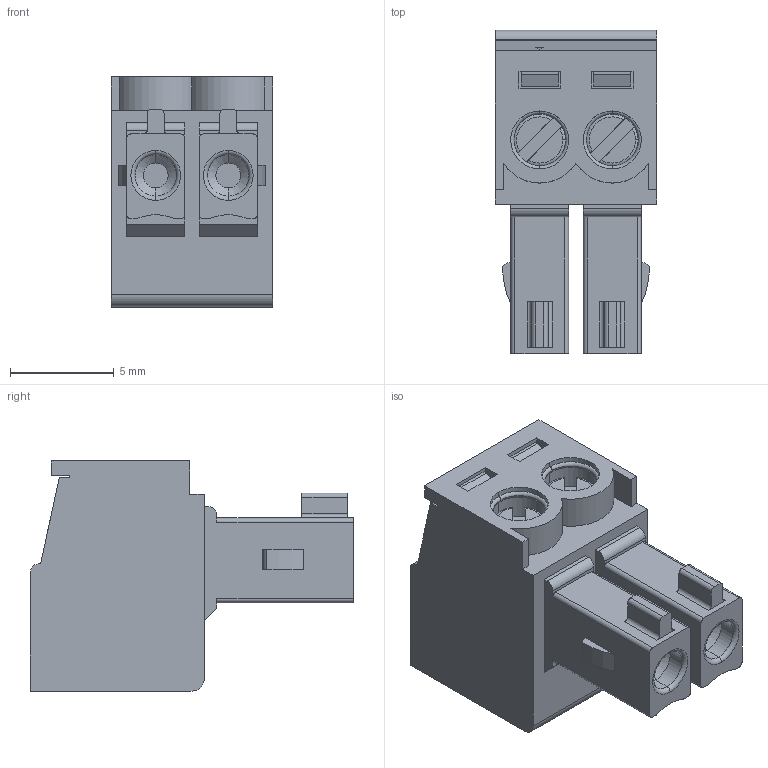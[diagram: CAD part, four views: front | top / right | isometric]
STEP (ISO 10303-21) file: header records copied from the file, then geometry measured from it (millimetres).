
FILE_DESCRIPTION (( 'STEP AP214' ), '1' );
FILE_NAME ('15EDGK-3.5-02P-14-00AH.STEP', '2021-01-29T18:38:48', ( '' ), ( '' ), 'SwSTEP 2.0', 'SolidWorks 2020', '' );
FILE_SCHEMA (( 'AUTOMOTIVE_DESIGN' ));
Length unit declared in the file: millimetre
Products named in the file (1): 15EDGK-3.5-02P-14-00AH
Bounding box: 7.8 x 15.6 x 11.1 mm (x, y, z)
Volume: 708.3 mm3; surface area: 1005.6 mm2
Topology: 1 solids, 1 shells, 485 faces, 1280 edges, 846 vertices
Faces by surface type: plane 285, bspline 122, cylinder 52, torus 18, cone 8
Entity records: 24507 total; most frequent: CARTESIAN_POINT 9846, ORIENTED_EDGE 2560, DIRECTION 1888, EDGE_CURVE 1280, VECTOR 864, LINE 864, VERTEX_POINT 846, EDGE_LOOP 534
